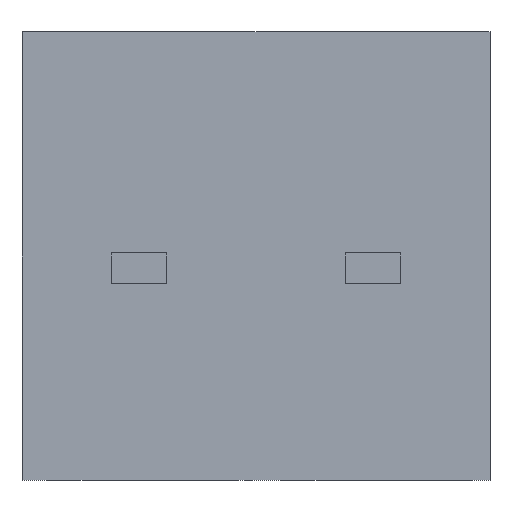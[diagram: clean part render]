
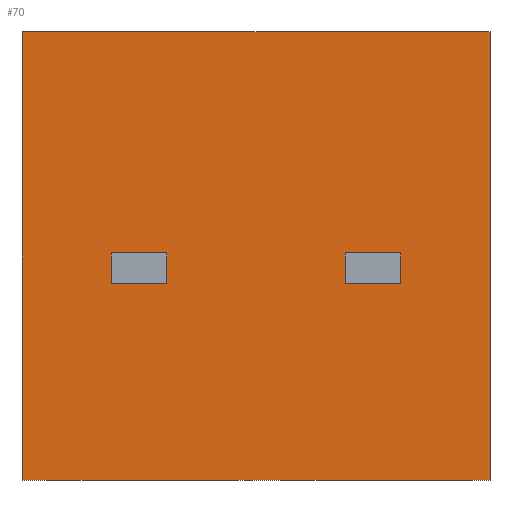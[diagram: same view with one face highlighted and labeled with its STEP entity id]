
A CAD part, front view. The second image highlights one B-rep face of the part: STEP entity #70.
In plain terms, the highlighted planar face has unit normal (0, -1, 0).
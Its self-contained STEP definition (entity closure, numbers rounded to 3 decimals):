
#70=ADVANCED_FACE('',(#187,#188,#189),#190,.T.);
#187=FACE_OUTER_BOUND('',#369,.T.);
#188=FACE_BOUND('',#370,.T.);
#189=FACE_BOUND('',#371,.T.);
#190=PLANE('',#372);
#369=EDGE_LOOP('',(#859,#860,#861,#862));
#370=EDGE_LOOP('',(#863,#864,#865,#866));
#371=EDGE_LOOP('',(#867,#868,#869,#870));
#372=AXIS2_PLACEMENT_3D('',#871,#872,#873);
#859=ORIENTED_EDGE('',*,*,#1449,.T.);
#860=ORIENTED_EDGE('',*,*,#1458,.F.);
#861=ORIENTED_EDGE('',*,*,#1459,.F.);
#862=ORIENTED_EDGE('',*,*,#1387,.T.);
#863=ORIENTED_EDGE('',*,*,#1460,.T.);
#864=ORIENTED_EDGE('',*,*,#1461,.T.);
#865=ORIENTED_EDGE('',*,*,#1462,.F.);
#866=ORIENTED_EDGE('',*,*,#1463,.F.);
#867=ORIENTED_EDGE('',*,*,#1464,.T.);
#868=ORIENTED_EDGE('',*,*,#1465,.T.);
#869=ORIENTED_EDGE('',*,*,#1466,.F.);
#870=ORIENTED_EDGE('',*,*,#1467,.F.);
#871=CARTESIAN_POINT('',(-3.81,-4.25,0.0));
#872=DIRECTION('',(0.0,-1.0,0.0));
#873=DIRECTION('',(0.0,0.0,-1.0));
#1387=EDGE_CURVE('',#1630,#1628,#1631,.T.);
#1449=EDGE_CURVE('',#1628,#1731,#1733,.T.);
#1458=EDGE_CURVE('',#1750,#1731,#1751,.T.);
#1459=EDGE_CURVE('',#1630,#1750,#1752,.T.);
#1460=EDGE_CURVE('',#1753,#1754,#1755,.T.);
#1461=EDGE_CURVE('',#1754,#1756,#1757,.T.);
#1462=EDGE_CURVE('',#1758,#1756,#1759,.T.);
#1463=EDGE_CURVE('',#1753,#1758,#1760,.T.);
#1464=EDGE_CURVE('',#1761,#1762,#1763,.T.);
#1465=EDGE_CURVE('',#1762,#1764,#1765,.T.);
#1466=EDGE_CURVE('',#1766,#1764,#1767,.T.);
#1467=EDGE_CURVE('',#1761,#1766,#1768,.T.);
#1628=VERTEX_POINT('',#2027);
#1630=VERTEX_POINT('',#2030);
#1631=LINE('',#2031,#2032);
#1731=VERTEX_POINT('',#2178);
#1733=LINE('',#2181,#2182);
#1750=VERTEX_POINT('',#2207);
#1751=LINE('',#2208,#2209);
#1752=LINE('',#2210,#2211);
#1753=VERTEX_POINT('',#2212);
#1754=VERTEX_POINT('',#2213);
#1755=LINE('',#2214,#2215);
#1756=VERTEX_POINT('',#2216);
#1757=LINE('',#2217,#2218);
#1758=VERTEX_POINT('',#2219);
#1759=LINE('',#2220,#2221);
#1760=LINE('',#2222,#2223);
#1761=VERTEX_POINT('',#2224);
#1762=VERTEX_POINT('',#2225);
#1763=LINE('',#2226,#2227);
#1764=VERTEX_POINT('',#2228);
#1765=LINE('',#2229,#2230);
#1766=VERTEX_POINT('',#2231);
#1767=LINE('',#2232,#2233);
#1768=LINE('',#2234,#2235);
#2027=CARTESIAN_POINT('',(-3.81,-4.25,-7.3));
#2030=CARTESIAN_POINT('',(-3.81,-4.25,0.0));
#2031=CARTESIAN_POINT('',(-3.81,-4.25,0.0));
#2032=VECTOR('',#2740,7.3);
#2178=CARTESIAN_POINT('',(3.81,-4.25,-7.3));
#2181=CARTESIAN_POINT('',(-3.81,-4.25,-7.3));
#2182=VECTOR('',#2836,7.62);
#2207=CARTESIAN_POINT('',(3.81,-4.25,0.0));
#2208=CARTESIAN_POINT('',(3.81,-4.25,0.0));
#2209=VECTOR('',#2845,7.3);
#2210=CARTESIAN_POINT('',(-3.81,-4.25,0.0));
#2211=VECTOR('',#2846,7.62);
#2212=CARTESIAN_POINT('',(-1.455,-4.25,-4.1));
#2213=CARTESIAN_POINT('',(-2.355,-4.25,-4.1));
#2214=CARTESIAN_POINT('',(-1.455,-4.25,-4.1));
#2215=VECTOR('',#2847,0.9);
#2216=CARTESIAN_POINT('',(-2.355,-4.25,-3.6));
#2217=CARTESIAN_POINT('',(-2.355,-4.25,-4.1));
#2218=VECTOR('',#2848,0.5);
#2219=CARTESIAN_POINT('',(-1.455,-4.25,-3.6));
#2220=CARTESIAN_POINT('',(-1.455,-4.25,-3.6));
#2221=VECTOR('',#2849,0.9);
#2222=CARTESIAN_POINT('',(-1.455,-4.25,-4.1));
#2223=VECTOR('',#2850,0.5);
#2224=CARTESIAN_POINT('',(2.355,-4.25,-4.1));
#2225=CARTESIAN_POINT('',(1.455,-4.25,-4.1));
#2226=CARTESIAN_POINT('',(2.355,-4.25,-4.1));
#2227=VECTOR('',#2851,0.9);
#2228=CARTESIAN_POINT('',(1.455,-4.25,-3.6));
#2229=CARTESIAN_POINT('',(1.455,-4.25,-4.1));
#2230=VECTOR('',#2852,0.5);
#2231=CARTESIAN_POINT('',(2.355,-4.25,-3.6));
#2232=CARTESIAN_POINT('',(2.355,-4.25,-3.6));
#2233=VECTOR('',#2853,0.9);
#2234=CARTESIAN_POINT('',(2.355,-4.25,-4.1));
#2235=VECTOR('',#2854,0.5);
#2740=DIRECTION('',(0.0,0.0,-1.0));
#2836=DIRECTION('',(1.0,0.0,0.0));
#2845=DIRECTION('',(0.0,0.0,-1.0));
#2846=DIRECTION('',(1.0,0.0,0.0));
#2847=DIRECTION('',(-1.0,0.0,0.0));
#2848=DIRECTION('',(0.0,0.0,1.0));
#2849=DIRECTION('',(-1.0,0.0,0.0));
#2850=DIRECTION('',(0.0,0.0,1.0));
#2851=DIRECTION('',(-1.0,0.0,0.0));
#2852=DIRECTION('',(0.0,0.0,1.0));
#2853=DIRECTION('',(-1.0,0.0,0.0));
#2854=DIRECTION('',(0.0,0.0,1.0));
